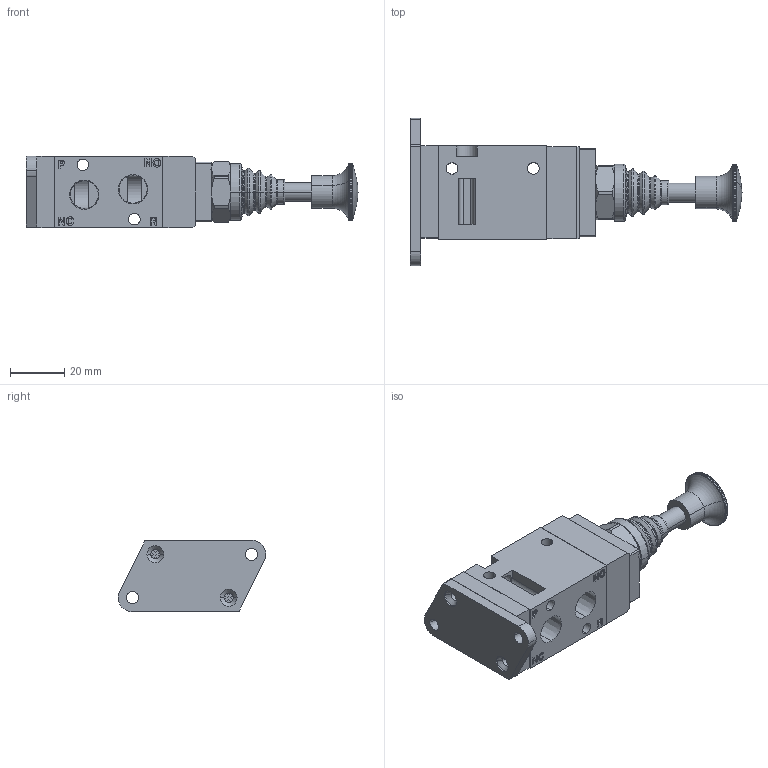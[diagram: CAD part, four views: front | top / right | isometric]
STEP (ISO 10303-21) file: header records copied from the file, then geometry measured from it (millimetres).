
FILE_DESCRIPTION (( 'STEP AP203' ), '1' );
FILE_NAME ('KMV460-D-P.STEP', '2016-01-12T10:51:08', ( 'yrd8' ), ( 'Hewlett-Packard Company' ), 'SwSTEP 2.0', 'SolidWorks 2008', '' );
FILE_SCHEMA (( 'CONFIG_CONTROL_DESIGN' ));
Length unit declared in the file: millimetre
Products named in the file (11): KMV460-D-P; SF4000 BODY COVER_ル遽; SF4000 SEMY_ル遽; SF4600 body_IGS; KMV-S; KMV Bellows-1; HEAD_晦獄 撲薑; LEVER GUIDE_晦獄 撲薑; KMV nut_釭餌ル衛橈擠; PlateBolt(M2.6xL5)_ル遽; FOOT VALVE PLATE_晦獄 撲薑
Assembly tree (11 placements, depth 3):
  KMV460-D-P
    KMV-S
      PlateBolt(M2.6xL5)_ル遽  x2
      KMV Bellows-1
      KMV nut_釭餌ル衛橈擠
      HEAD_晦獄 撲薑
      LEVER GUIDE_晦獄 撲薑
    SF4000 SEMY_ル遽
    SF4600 body_IGS
    FOOT VALVE PLATE_晦獄 撲薑
    SF4000 BODY COVER_ル遽
Bounding box: 122.51 x 54.39 x 26.5 mm (x, y, z)
Volume: 58142.3 mm3; surface area: 28473.8 mm2
Topology: 10 solids, 10 shells, 1134 faces, 3074 edges, 1969 vertices
Faces by surface type: plane 447, torus 260, cylinder 225, bspline 106, cone 94, sphere 2
Entity records: 43269 total; most frequent: CARTESIAN_POINT 15379, ORIENTED_EDGE 5944, DIRECTION 5194, EDGE_CURVE 2972, AXIS2_PLACEMENT_3D 2072, VERTEX_POINT 1927, EDGE_LOOP 1191, FACE_OUTER_BOUND 1107
